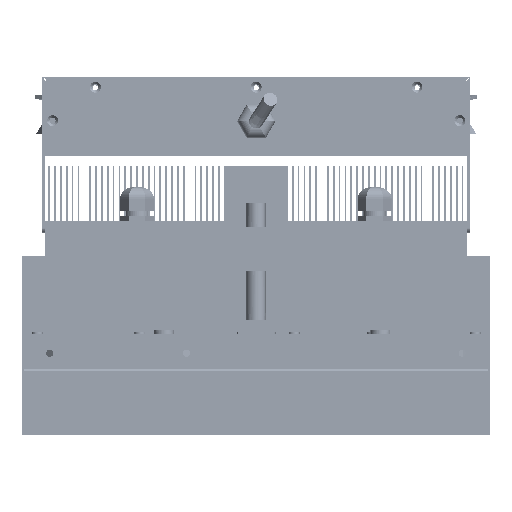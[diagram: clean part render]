
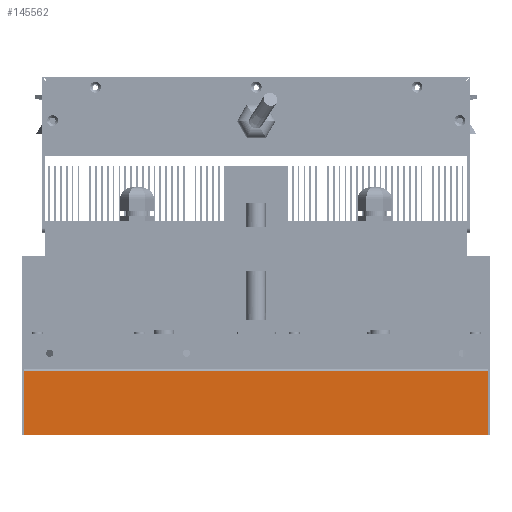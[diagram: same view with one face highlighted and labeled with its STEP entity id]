
A CAD part, front view. The second image highlights one B-rep face of the part: STEP entity #145562.
In plain terms, the highlighted planar face has unit normal (0, -1, 0).
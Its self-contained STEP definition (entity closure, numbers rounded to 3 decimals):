
#1944 = VERTEX_POINT ( 'NONE', #122509 ) ;
#5866 = LINE ( 'NONE', #94488, #131762 ) ;
#13221 = CARTESIAN_POINT ( 'NONE',  ( -3.007, -6.015, 107.173 ) ) ;
#14598 = CARTESIAN_POINT ( 'NONE',  ( 8.877, -6.015, 107.173 ) ) ;
#19347 = LINE ( 'NONE', #92995, #194047 ) ;
#31794 = EDGE_LOOP ( 'NONE', ( #106547, #156304, #201385, #181768 ) ) ;
#42150 = EDGE_CURVE ( 'NONE', #123826, #165050, #65695, .T. ) ;
#49947 = AXIS2_PLACEMENT_3D ( 'NONE', #148364, #83102, #197834 ) ;
#65695 = LINE ( 'NONE', #185696, #153004 ) ;
#65874 = CARTESIAN_POINT ( 'NONE',  ( -3.012, -6.015, 108.821 ) ) ;
#70947 = DIRECTION ( 'NONE',  ( -1., 0., 0. ) ) ;
#72078 = EDGE_CURVE ( 'NONE', #165050, #1944, #5866, .T. ) ;
#82381 = DIRECTION ( 'NONE',  ( -1., 0., 0. ) ) ;
#83102 = DIRECTION ( 'NONE',  ( 0., -1., 0. ) ) ;
#92995 = CARTESIAN_POINT ( 'NONE',  ( 8.877, -6.015, 107.173 ) ) ;
#94488 = CARTESIAN_POINT ( 'NONE',  ( -3.007, -6.015, 107.173 ) ) ;
#106547 = ORIENTED_EDGE ( 'NONE', *, *, #72078, .F. ) ;
#122509 = CARTESIAN_POINT ( 'NONE',  ( -3.007, -6.015, 108.821 ) ) ;
#123826 = VERTEX_POINT ( 'NONE', #14598 ) ;
#131762 = VECTOR ( 'NONE', #209214, 39.37 ) ;
#143216 = CARTESIAN_POINT ( 'NONE',  ( 8.877, -6.015, 108.821 ) ) ;
#145527 = EDGE_CURVE ( 'NONE', #169121, #1944, #197596, .T. ) ;
#145562 = ADVANCED_FACE ( 'NONE', ( #192469 ), #181329, .T. ) ;
#145897 = EDGE_CURVE ( 'NONE', #123826, #169121, #19347, .T. ) ;
#148364 = CARTESIAN_POINT ( 'NONE',  ( -3.012, -6.015, 107.173 ) ) ;
#148835 = VECTOR ( 'NONE', #82381, 39.37 ) ;
#153004 = VECTOR ( 'NONE', #70947, 39.37 ) ;
#156304 = ORIENTED_EDGE ( 'NONE', *, *, #42150, .F. ) ;
#165050 = VERTEX_POINT ( 'NONE', #13221 ) ;
#169121 = VERTEX_POINT ( 'NONE', #143216 ) ;
#181329 = PLANE ( 'NONE',  #49947 ) ;
#181768 = ORIENTED_EDGE ( 'NONE', *, *, #145527, .T. ) ;
#185696 = CARTESIAN_POINT ( 'NONE',  ( -3.06, -6.015, 107.173 ) ) ;
#191235 = DIRECTION ( 'NONE',  ( 0., 0., 1. ) ) ;
#192469 = FACE_OUTER_BOUND ( 'NONE', #31794, .T. ) ;
#194047 = VECTOR ( 'NONE', #191235, 39.37 ) ;
#197596 = LINE ( 'NONE', #65874, #148835 ) ;
#197834 = DIRECTION ( 'NONE',  ( 0., 0., -1. ) ) ;
#201385 = ORIENTED_EDGE ( 'NONE', *, *, #145897, .T. ) ;
#209214 = DIRECTION ( 'NONE',  ( 0., 0., 1. ) ) ;
